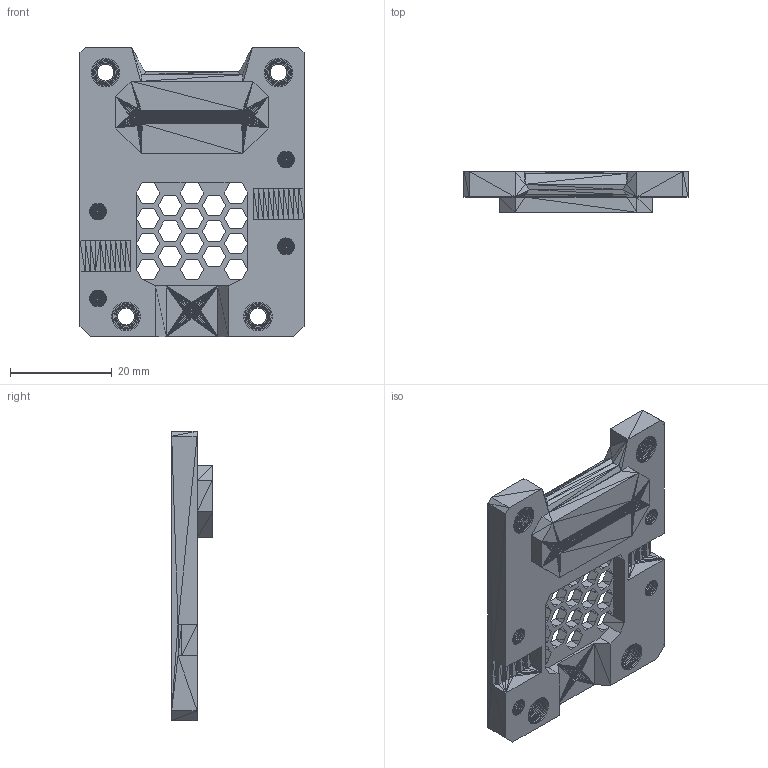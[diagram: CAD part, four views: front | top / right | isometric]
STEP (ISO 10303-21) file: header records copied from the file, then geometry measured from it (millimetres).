
FILE_DESCRIPTION(/* description */ (''),/* implementation_level */ '2;1');
FILE_NAME(/* name */ 'Copperhead X Carriage Front.step',/* time_stamp */ '2022-01-03T13:10:49+00:00',/* author */ (''),/* organization */ (''),/* preprocessor_version */ 'ST-DEVELOPER v18.1',/* originating_system */ 'Autodesk Translation Framework v10.10.0.1391',/* authorisation */ '');
FILE_SCHEMA (('AUTOMOTIVE_DESIGN { 1 0 10303 214 3 1 1 }'));
Products named in the file (1): Copperhead X Carriage Front
Bounding box: 44.1 x 8 x 57 mm (x, y, z)
Volume: 9595.3 mm3; surface area: 7184.5 mm2
Topology: 1 solids, 1 shells, 3472 faces, 5616 edges, 2119 vertices
Faces by surface type: plane 3472
Entity records: 71401 total; most frequent: DIRECTION 12562, ORIENTED_EDGE 11232, CARTESIAN_POINT 11208, LINE 5616, VECTOR 5616, EDGE_CURVE 5616, EDGE_LOOP 3489, AXIS2_PLACEMENT_3D 3473
